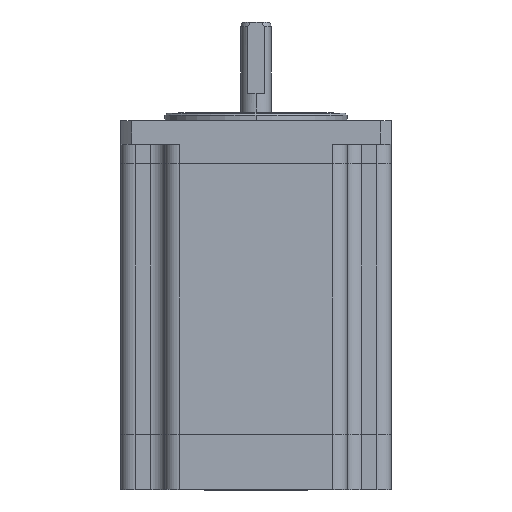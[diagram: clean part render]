
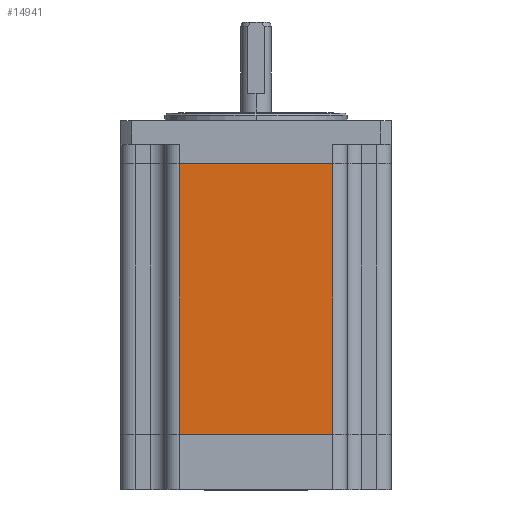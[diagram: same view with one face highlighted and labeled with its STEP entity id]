
A CAD part, top view. The second image highlights one B-rep face of the part: STEP entity #14941.
In plain terms, the highlighted planar face has unit normal (0, 0, 1).
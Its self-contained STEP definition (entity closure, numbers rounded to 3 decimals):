
#3992=DIRECTION('',(-1.,0.,0.));
#3993=VECTOR('',#3992,32.);
#3994=CARTESIAN_POINT('',(31.85,67.99,47.65));
#3995=LINE('',#3994,#3993);
#4224=DIRECTION('',(0.,1.,0.));
#4225=VECTOR('',#4224,56.48);
#4226=CARTESIAN_POINT('',(31.85,11.51,47.65));
#4227=LINE('',#4226,#4225);
#4232=DIRECTION('',(-1.,0.,0.));
#4233=VECTOR('',#4232,32.);
#4234=CARTESIAN_POINT('',(31.85,11.51,47.65));
#4235=LINE('',#4234,#4233);
#4240=DIRECTION('',(0.,-1.,0.));
#4241=VECTOR('',#4240,56.48);
#4242=CARTESIAN_POINT('',(-0.15,67.99,47.65));
#4243=LINE('',#4242,#4241);
#6399=CARTESIAN_POINT('',(31.85,11.51,47.65));
#6400=CARTESIAN_POINT('',(-0.15,11.51,47.65));
#6401=VERTEX_POINT('',#6399);
#6402=VERTEX_POINT('',#6400);
#6403=CARTESIAN_POINT('',(-0.15,67.99,47.65));
#6404=VERTEX_POINT('',#6403);
#6405=CARTESIAN_POINT('',(31.85,67.99,47.65));
#6406=VERTEX_POINT('',#6405);
#14929=CARTESIAN_POINT('',(-10.066,77.,47.65));
#14930=DIRECTION('',(0.,0.,-1.));
#14931=DIRECTION('',(-1.,0.,0.));
#14932=AXIS2_PLACEMENT_3D('',#14929,#14930,#14931);
#14933=PLANE('',#14932);
#14934=ORIENTED_EDGE('',*,*,#14718,.T.);
#14936=ORIENTED_EDGE('',*,*,#14935,.F.);
#14937=ORIENTED_EDGE('',*,*,#14614,.F.);
#14938=ORIENTED_EDGE('',*,*,#14922,.F.);
#14939=EDGE_LOOP('',(#14934,#14936,#14937,#14938));
#14940=FACE_OUTER_BOUND('',#14939,.F.);
#14941=ADVANCED_FACE('',(#14940),#14933,.F.);
#14614=EDGE_CURVE('',#6406,#6404,#3995,.T.);
#14718=EDGE_CURVE('',#6401,#6402,#4235,.T.);
#14922=EDGE_CURVE('',#6401,#6406,#4227,.T.);
#14935=EDGE_CURVE('',#6404,#6402,#4243,.T.);
